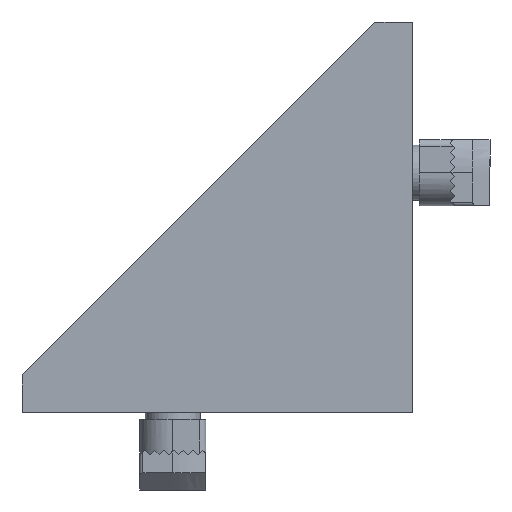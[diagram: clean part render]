
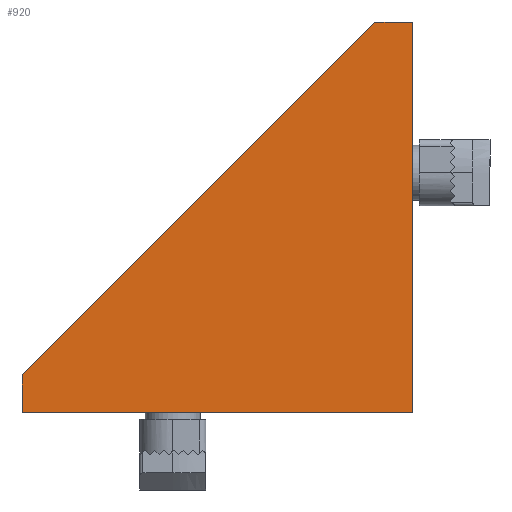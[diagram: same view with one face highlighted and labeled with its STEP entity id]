
A CAD part, left-side view. The second image highlights one B-rep face of the part: STEP entity #920.
In plain terms, the highlighted face is planar.
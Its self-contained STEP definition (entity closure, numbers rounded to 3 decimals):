
#920=ADVANCED_FACE('',(#1244),#1245,.T.);
#1244=FACE_OUTER_BOUND('',#1672,.T.);
#1245=PLANE('',#1673);
#1672=EDGE_LOOP('',(#2870,#2871,#2872,#2873,#2874));
#1673=AXIS2_PLACEMENT_3D('',#2875,#2876,#2877);
#2870=ORIENTED_EDGE('',*,*,#3773,.F.);
#2871=ORIENTED_EDGE('',*,*,#3900,.T.);
#2872=ORIENTED_EDGE('',*,*,#3763,.F.);
#2873=ORIENTED_EDGE('',*,*,#3813,.F.);
#2874=ORIENTED_EDGE('',*,*,#3901,.T.);
#2875=CARTESIAN_POINT('',(0.0,0.0,-29.0));
#2876=DIRECTION('',(0.0,0.0,-1.0));
#2877=DIRECTION('',(-1.0,0.0,0.0));
#3763=EDGE_CURVE('',#4514,#4515,#4516,.T.);
#3773=EDGE_CURVE('',#4533,#4535,#4536,.T.);
#3813=EDGE_CURVE('',#4611,#4514,#4614,.T.);
#3900=EDGE_CURVE('',#4533,#4515,#4781,.T.);
#3901=EDGE_CURVE('',#4611,#4535,#4782,.T.);
#4514=VERTEX_POINT('',#5710);
#4515=VERTEX_POINT('',#5711);
#4516=LINE('',#5712,#5713);
#4533=VERTEX_POINT('',#5738);
#4535=VERTEX_POINT('',#5741);
#4536=LINE('',#5742,#5743);
#4611=VERTEX_POINT('',#5837);
#4614=LINE('',#5841,#5842);
#4781=LINE('',#6056,#6057);
#4782=LINE('',#6058,#6059);
#5710=CARTESIAN_POINT('',(0.,0.0,-29.0));
#5711=CARTESIAN_POINT('',(57.0,0.,-29.0));
#5712=CARTESIAN_POINT('',(31.255,0.0,-29.0));
#5713=VECTOR('',#6722,1.0);
#5738=CARTESIAN_POINT('',(57.0,5.51,-29.0));
#5741=CARTESIAN_POINT('',(5.51,57.0,-29.0));
#5742=CARTESIAN_POINT('',(3.0,59.51,-29.0));
#5743=VECTOR('',#6732,1.0);
#5837=CARTESIAN_POINT('',(0.,57.0,-29.0));
#5841=CARTESIAN_POINT('',(0.0,31.255,-29.0));
#5842=VECTOR('',#6810,1.0);
#6056=CARTESIAN_POINT('',(57.0,0.,-29.0));
#6057=VECTOR('',#6975,1.0);
#6058=CARTESIAN_POINT('',(0.,57.0,-29.0));
#6059=VECTOR('',#6976,1.0);
#6722=DIRECTION('',(1.0,0.,0.0));
#6732=DIRECTION('',(-0.707,0.707,0.0));
#6810=DIRECTION('',(0.,-1.0,0.0));
#6975=DIRECTION('',(0.,-1.0,0.0));
#6976=DIRECTION('',(1.0,0.,0.0));
